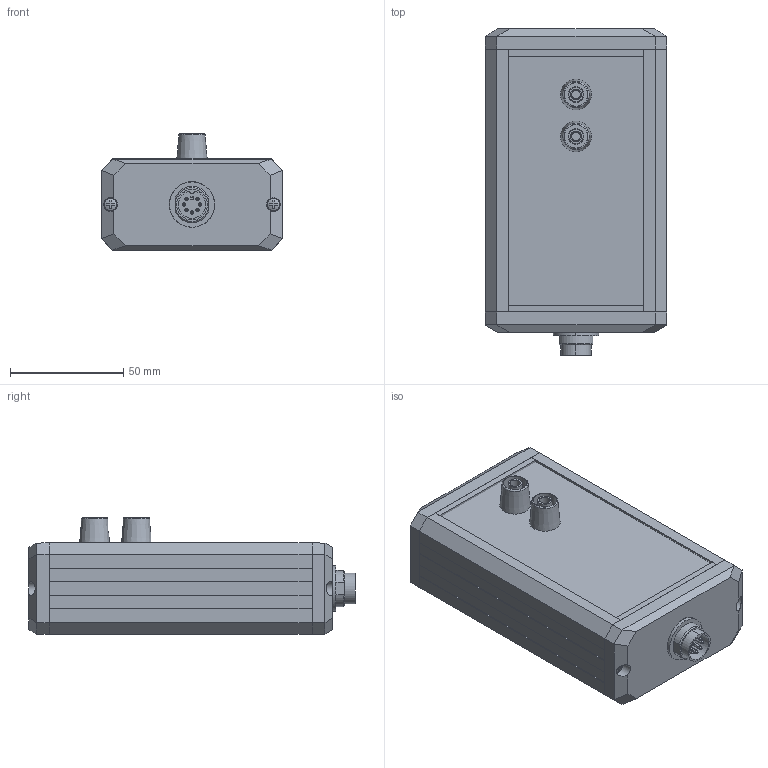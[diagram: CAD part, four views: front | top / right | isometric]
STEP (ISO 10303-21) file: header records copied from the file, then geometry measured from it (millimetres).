
FILE_DESCRIPTION(/* description */ ('Unknown'),/* implementation_level */ '2;1');
FILE_NAME(/* name */ 'Shuntbox',/* time_stamp */ '2025-05-13T17:44:28+02:00',/* author */ ('D. Kresser'),/* organization */ ('Burat und Klein Datentechnik GmbH'),/* preprocessor_version */ 'ST-DEVELOPER v19.4',/* originating_system */ 'Solid Edge',/* authorisation */ 'Unknown');
FILE_SCHEMA (('AUTOMOTIVE_DESIGN {1 0 10303 214 3 1 1}'));
Length unit declared in the file: millimetre
Products named in the file (10): Z0889-00; Zuschnitt f黵 DB 130  -  116mm; 1520100103-Kappe DB 0; 1990000000 - C2,9 x 13 (DIN 7983); 1990000000 - C2,9 x 13 (DIN 7983)_MIR; Z0492-01; Z0881-00; Z0898-00; Z0899-00; Z0802-00
Assembly tree (11 placements, depth 2):
  Z0889-00
    Zuschnitt f黵 DB 130  -  116mm
    1520100103-Kappe DB 0
    1990000000 - C2,9 x 13 (DIN 7983)  x2
    1990000000 - C2,9 x 13 (DIN 7983)_MIR  x2
    Z0492-01
    Z0881-00
    Z0898-00
    Z0899-00
    Z0802-00
Bounding box: 80 x 144 x 51.4 mm (x, y, z)
Volume: 103251.6 mm3; surface area: 92878 mm2
Topology: 11 solids, 11 shells, 588 faces, 2177 edges, 2224 vertices
Faces by surface type: plane 403, cylinder 143, cone 32, torus 10
Full cylindrical faces by diameter (mm): 2.9 x4, 3.2 x4, 3.9 x2, 4.7 x2, 5.5 x4, 6 x4, 6.3 x2, 7 x2, 10.3 x2, 11.5 x2
Entity records: 26613 total; most frequent: CARTESIAN_POINT 7280, DIRECTION 2832, ORIENTED_EDGE 2756, EDGE_CURVE 1378, LINE 1070, VECTOR 1070, VERTEX_POINT 928, AXIS2_PLACEMENT_3D 881
